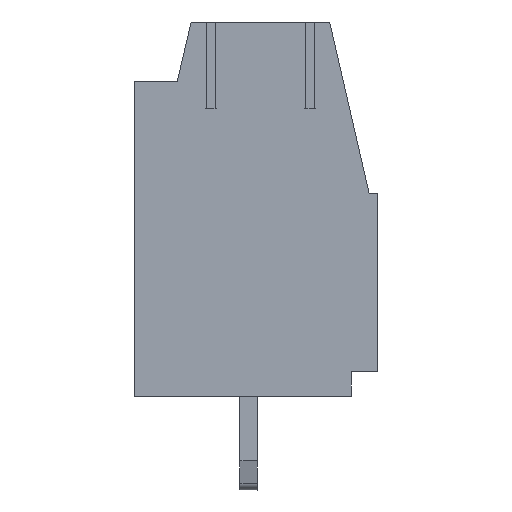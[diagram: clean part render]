
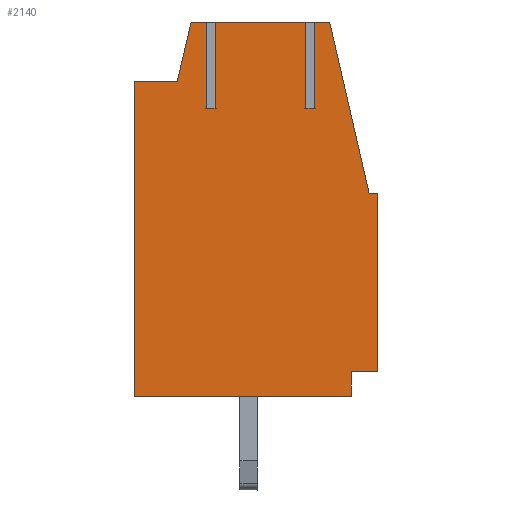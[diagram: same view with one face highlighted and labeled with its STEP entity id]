
A CAD part, left-side view. The second image highlights one B-rep face of the part: STEP entity #2140.
In plain terms, the highlighted planar face has unit normal (-1, 0, 0).
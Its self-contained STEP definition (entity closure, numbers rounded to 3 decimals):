
#1992=AXIS2_PLACEMENT_3D('Plane Axis2P3D',#1989,#1990,#1991) ;
#1989=CARTESIAN_POINT('Axis2P3D Location',(0.,8.3,0.)) ;
#1994=CARTESIAN_POINT('Line Origine',(0.,4.,16.)) ;
#1998=CARTESIAN_POINT('Vertex',(0.,2.45,16.)) ;
#2000=CARTESIAN_POINT('Vertex',(0.,5.55,16.)) ;
#2003=CARTESIAN_POINT('Line Origine',(0.,5.55,14.525)) ;
#2007=CARTESIAN_POINT('Vertex',(0.,5.55,13.05)) ;
#2010=CARTESIAN_POINT('Line Origine',(0.,5.7,13.05)) ;
#2014=CARTESIAN_POINT('Vertex',(0.,5.85,13.05)) ;
#2017=CARTESIAN_POINT('Line Origine',(0.,5.85,14.525)) ;
#2021=CARTESIAN_POINT('Vertex',(0.,5.85,16.)) ;
#2024=CARTESIAN_POINT('Line Origine',(0.,6.11,16.)) ;
#2028=CARTESIAN_POINT('Vertex',(0.,6.37,16.)) ;
#2031=CARTESIAN_POINT('Line Origine',(0.,6.607,14.975)) ;
#2035=CARTESIAN_POINT('Vertex',(0.,6.844,13.95)) ;
#2038=CARTESIAN_POINT('Line Origine',(0.,7.572,13.95)) ;
#2042=CARTESIAN_POINT('Vertex',(0.,8.3,13.95)) ;
#2045=CARTESIAN_POINT('Line Origine',(0.,8.3,8.575)) ;
#2049=CARTESIAN_POINT('Vertex',(0.,8.3,3.2)) ;
#2052=CARTESIAN_POINT('Line Origine',(0.,4.6,3.2)) ;
#2056=CARTESIAN_POINT('Vertex',(0.,0.9,3.2)) ;
#2059=CARTESIAN_POINT('Line Origine',(0.,0.9,3.626)) ;
#2063=CARTESIAN_POINT('Vertex',(0.,0.9,4.052)) ;
#2066=CARTESIAN_POINT('Line Origine',(0.,0.45,4.052)) ;
#2070=CARTESIAN_POINT('Vertex',(0.,0.,4.052)) ;
#2073=CARTESIAN_POINT('Line Origine',(0.,0.,7.101)) ;
#2077=CARTESIAN_POINT('Vertex',(0.,0.,10.15)) ;
#2080=CARTESIAN_POINT('Line Origine',(0.,0.14,10.15)) ;
#2084=CARTESIAN_POINT('Vertex',(0.,0.28,10.15)) ;
#2087=CARTESIAN_POINT('Line Origine',(0.,0.956,13.075)) ;
#2091=CARTESIAN_POINT('Vertex',(0.,1.631,16.)) ;
#2094=CARTESIAN_POINT('Line Origine',(0.,1.89,16.)) ;
#2098=CARTESIAN_POINT('Vertex',(0.,2.15,16.)) ;
#2101=CARTESIAN_POINT('Line Origine',(0.,2.15,14.525)) ;
#2105=CARTESIAN_POINT('Vertex',(0.,2.15,13.05)) ;
#2108=CARTESIAN_POINT('Line Origine',(0.,2.3,13.05)) ;
#2112=CARTESIAN_POINT('Vertex',(0.,2.45,13.05)) ;
#2115=CARTESIAN_POINT('Line Origine',(0.,2.45,14.525)) ;
#1990=DIRECTION('Axis2P3D Direction',(-1.,0.,0.)) ;
#1991=DIRECTION('Axis2P3D XDirection',(0.,-1.,0.)) ;
#1995=DIRECTION('Vector Direction',(0.,1.,0.)) ;
#2004=DIRECTION('Vector Direction',(0.,0.,-1.)) ;
#2011=DIRECTION('Vector Direction',(0.,1.,0.)) ;
#2018=DIRECTION('Vector Direction',(0.,0.,-1.)) ;
#2025=DIRECTION('Vector Direction',(0.,1.,0.)) ;
#2032=DIRECTION('Vector Direction',(0.,0.225,-0.974)) ;
#2039=DIRECTION('Vector Direction',(0.,1.,0.)) ;
#2046=DIRECTION('Vector Direction',(0.,0.,-1.)) ;
#2053=DIRECTION('Vector Direction',(0.,-1.,0.)) ;
#2060=DIRECTION('Vector Direction',(0.,0.,1.)) ;
#2067=DIRECTION('Vector Direction',(0.,-1.,0.)) ;
#2074=DIRECTION('Vector Direction',(0.,0.,1.)) ;
#2081=DIRECTION('Vector Direction',(0.,1.,0.)) ;
#2088=DIRECTION('Vector Direction',(0.,0.225,0.974)) ;
#2095=DIRECTION('Vector Direction',(0.,1.,0.)) ;
#2102=DIRECTION('Vector Direction',(0.,0.,-1.)) ;
#2109=DIRECTION('Vector Direction',(0.,1.,0.)) ;
#2116=DIRECTION('Vector Direction',(0.,0.,-1.)) ;
#1996=VECTOR('Line Direction',#1995,1.) ;
#2005=VECTOR('Line Direction',#2004,1.) ;
#2012=VECTOR('Line Direction',#2011,1.) ;
#2019=VECTOR('Line Direction',#2018,1.) ;
#2026=VECTOR('Line Direction',#2025,1.) ;
#2033=VECTOR('Line Direction',#2032,1.) ;
#2040=VECTOR('Line Direction',#2039,1.) ;
#2047=VECTOR('Line Direction',#2046,1.) ;
#2054=VECTOR('Line Direction',#2053,1.) ;
#2061=VECTOR('Line Direction',#2060,1.) ;
#2068=VECTOR('Line Direction',#2067,1.) ;
#2075=VECTOR('Line Direction',#2074,1.) ;
#2082=VECTOR('Line Direction',#2081,1.) ;
#2089=VECTOR('Line Direction',#2088,1.) ;
#2096=VECTOR('Line Direction',#2095,1.) ;
#2103=VECTOR('Line Direction',#2102,1.) ;
#2110=VECTOR('Line Direction',#2109,1.) ;
#2117=VECTOR('Line Direction',#2116,1.) ;
#2121=ORIENTED_EDGE('',*,*,#2002,.T.) ;
#2122=ORIENTED_EDGE('',*,*,#2009,.T.) ;
#2123=ORIENTED_EDGE('',*,*,#2016,.T.) ;
#2124=ORIENTED_EDGE('',*,*,#2023,.F.) ;
#2125=ORIENTED_EDGE('',*,*,#2030,.T.) ;
#2126=ORIENTED_EDGE('',*,*,#2037,.T.) ;
#2127=ORIENTED_EDGE('',*,*,#2044,.T.) ;
#2128=ORIENTED_EDGE('',*,*,#2051,.T.) ;
#2129=ORIENTED_EDGE('',*,*,#2058,.T.) ;
#2130=ORIENTED_EDGE('',*,*,#2065,.T.) ;
#2131=ORIENTED_EDGE('',*,*,#2072,.T.) ;
#2132=ORIENTED_EDGE('',*,*,#2079,.T.) ;
#2133=ORIENTED_EDGE('',*,*,#2086,.T.) ;
#2134=ORIENTED_EDGE('',*,*,#2093,.T.) ;
#2135=ORIENTED_EDGE('',*,*,#2100,.T.) ;
#2136=ORIENTED_EDGE('',*,*,#2107,.T.) ;
#2137=ORIENTED_EDGE('',*,*,#2114,.T.) ;
#2138=ORIENTED_EDGE('',*,*,#2119,.F.) ;
#2140=ADVANCED_FACE('3_Pole_Body',(#2139),#1993,.T.) ;
#2002=EDGE_CURVE('',#1999,#2001,#1997,.T.) ;
#2009=EDGE_CURVE('',#2001,#2008,#2006,.T.) ;
#2016=EDGE_CURVE('',#2008,#2015,#2013,.T.) ;
#2023=EDGE_CURVE('',#2022,#2015,#2020,.T.) ;
#2030=EDGE_CURVE('',#2022,#2029,#2027,.T.) ;
#2037=EDGE_CURVE('',#2029,#2036,#2034,.T.) ;
#2044=EDGE_CURVE('',#2036,#2043,#2041,.T.) ;
#2051=EDGE_CURVE('',#2043,#2050,#2048,.T.) ;
#2058=EDGE_CURVE('',#2050,#2057,#2055,.T.) ;
#2065=EDGE_CURVE('',#2057,#2064,#2062,.T.) ;
#2072=EDGE_CURVE('',#2064,#2071,#2069,.T.) ;
#2079=EDGE_CURVE('',#2071,#2078,#2076,.T.) ;
#2086=EDGE_CURVE('',#2078,#2085,#2083,.T.) ;
#2093=EDGE_CURVE('',#2085,#2092,#2090,.T.) ;
#2100=EDGE_CURVE('',#2092,#2099,#2097,.T.) ;
#2107=EDGE_CURVE('',#2099,#2106,#2104,.T.) ;
#2114=EDGE_CURVE('',#2106,#2113,#2111,.T.) ;
#2119=EDGE_CURVE('',#1999,#2113,#2118,.T.) ;
#2120=EDGE_LOOP('',(#2121,#2122,#2123,#2124,#2125,#2126,#2127,#2128,#2129,#2130,#2131,#2132,#2133,#2134,#2135,#2136,#2137,#2138)) ;
#2139=FACE_OUTER_BOUND('',#2120,.T.) ;
#1997=LINE('Line',#1994,#1996) ;
#2006=LINE('Line',#2003,#2005) ;
#2013=LINE('Line',#2010,#2012) ;
#2020=LINE('Line',#2017,#2019) ;
#2027=LINE('Line',#2024,#2026) ;
#2034=LINE('Line',#2031,#2033) ;
#2041=LINE('Line',#2038,#2040) ;
#2048=LINE('Line',#2045,#2047) ;
#2055=LINE('Line',#2052,#2054) ;
#2062=LINE('Line',#2059,#2061) ;
#2069=LINE('Line',#2066,#2068) ;
#2076=LINE('Line',#2073,#2075) ;
#2083=LINE('Line',#2080,#2082) ;
#2090=LINE('Line',#2087,#2089) ;
#2097=LINE('Line',#2094,#2096) ;
#2104=LINE('Line',#2101,#2103) ;
#2111=LINE('Line',#2108,#2110) ;
#2118=LINE('Line',#2115,#2117) ;
#1993=PLANE('',#1992) ;
#1999=VERTEX_POINT('',#1998) ;
#2001=VERTEX_POINT('',#2000) ;
#2008=VERTEX_POINT('',#2007) ;
#2015=VERTEX_POINT('',#2014) ;
#2022=VERTEX_POINT('',#2021) ;
#2029=VERTEX_POINT('',#2028) ;
#2036=VERTEX_POINT('',#2035) ;
#2043=VERTEX_POINT('',#2042) ;
#2050=VERTEX_POINT('',#2049) ;
#2057=VERTEX_POINT('',#2056) ;
#2064=VERTEX_POINT('',#2063) ;
#2071=VERTEX_POINT('',#2070) ;
#2078=VERTEX_POINT('',#2077) ;
#2085=VERTEX_POINT('',#2084) ;
#2092=VERTEX_POINT('',#2091) ;
#2099=VERTEX_POINT('',#2098) ;
#2106=VERTEX_POINT('',#2105) ;
#2113=VERTEX_POINT('',#2112) ;
